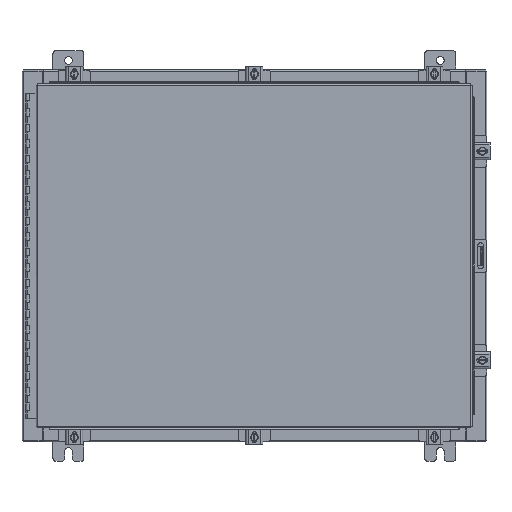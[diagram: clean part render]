
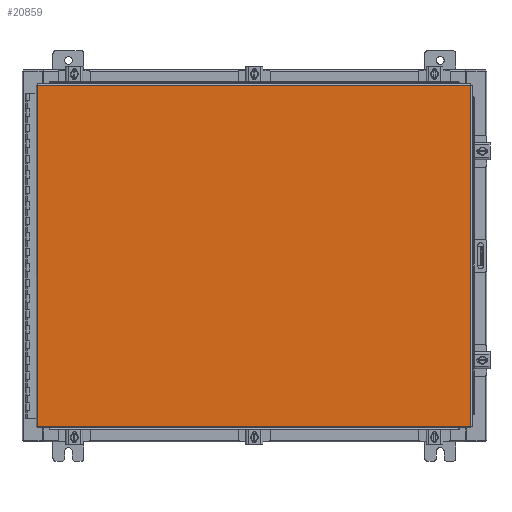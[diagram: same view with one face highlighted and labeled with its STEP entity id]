
A CAD part, top view. The second image highlights one B-rep face of the part: STEP entity #20859.
In plain terms, the highlighted planar face has unit normal (0, 0, 1).
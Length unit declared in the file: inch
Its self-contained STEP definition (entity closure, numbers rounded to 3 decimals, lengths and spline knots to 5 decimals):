
#1074 = CARTESIAN_POINT ( 'NONE',  ( -13.9903, -11.0063, 0. ) ) ;
#1397 = DIRECTION ( 'NONE',  ( 0., 1., 0. ) ) ;
#3303 = CARTESIAN_POINT ( 'NONE',  ( 13.9903, 11.0063, 0. ) ) ;
#3835 = DIRECTION ( 'NONE',  ( 0., -1., 0. ) ) ;
#3886 = VECTOR ( 'NONE', #18453, 39.37008 ) ;
#4564 = LINE ( 'NONE', #28815, #23035 ) ;
#4667 = CARTESIAN_POINT ( 'NONE',  ( -13.9903, 11.0063, 0. ) ) ;
#4892 = ORIENTED_EDGE ( 'NONE', *, *, #19728, .T. ) ;
#5246 = FACE_OUTER_BOUND ( 'NONE', #14137, .T. ) ;
#8192 = VERTEX_POINT ( 'NONE', #3303 ) ;
#9573 = EDGE_CURVE ( 'NONE', #8192, #12367, #10428, .T. ) ;
#10107 = VECTOR ( 'NONE', #15946, 39.37008 ) ;
#10428 = LINE ( 'NONE', #28570, #3886 ) ;
#10616 = VECTOR ( 'NONE', #3835, 39.37008 ) ;
#11205 = CARTESIAN_POINT ( 'NONE',  ( -13.9903, 11.0063, 0. ) ) ;
#12367 = VERTEX_POINT ( 'NONE', #4667 ) ;
#12709 = ORIENTED_EDGE ( 'NONE', *, *, #16935, .T. ) ;
#13053 = PLANE ( 'NONE',  #15178 ) ;
#14137 = EDGE_LOOP ( 'NONE', ( #12709, #4892, #18198, #31508 ) ) ;
#15178 = AXIS2_PLACEMENT_3D ( 'NONE', #17958, #30779, #15560 ) ;
#15560 = DIRECTION ( 'NONE',  ( -1., 0., 0. ) ) ;
#15946 = DIRECTION ( 'NONE',  ( 1., 0., 0. ) ) ;
#16889 = LINE ( 'NONE', #1074, #10107 ) ;
#16935 = EDGE_CURVE ( 'NONE', #18447, #22290, #16889, .T. ) ;
#17383 = LINE ( 'NONE', #11205, #10616 ) ;
#17958 = CARTESIAN_POINT ( 'NONE',  ( 0., 0., 0. ) ) ;
#18198 = ORIENTED_EDGE ( 'NONE', *, *, #9573, .T. ) ;
#18447 = VERTEX_POINT ( 'NONE', #23716 ) ;
#18453 = DIRECTION ( 'NONE',  ( -1., 0., 0. ) ) ;
#19728 = EDGE_CURVE ( 'NONE', #22290, #8192, #4564, .T. ) ;
#20859 = ADVANCED_FACE ( 'NONE', ( #5246 ), #13053, .F. ) ;
#22290 = VERTEX_POINT ( 'NONE', #26435 ) ;
#23035 = VECTOR ( 'NONE', #1397, 39.37008 ) ;
#23110 = EDGE_CURVE ( 'NONE', #12367, #18447, #17383, .T. ) ;
#23716 = CARTESIAN_POINT ( 'NONE',  ( -13.9903, -11.0063, 0. ) ) ;
#26435 = CARTESIAN_POINT ( 'NONE',  ( 13.9903, -11.0063, 0. ) ) ;
#28570 = CARTESIAN_POINT ( 'NONE',  ( 13.9903, 11.0063, 0. ) ) ;
#28815 = CARTESIAN_POINT ( 'NONE',  ( 13.9903, -11.0063, 0. ) ) ;
#30779 = DIRECTION ( 'NONE',  ( 0., 0., -1. ) ) ;
#31508 = ORIENTED_EDGE ( 'NONE', *, *, #23110, .T. ) ;
